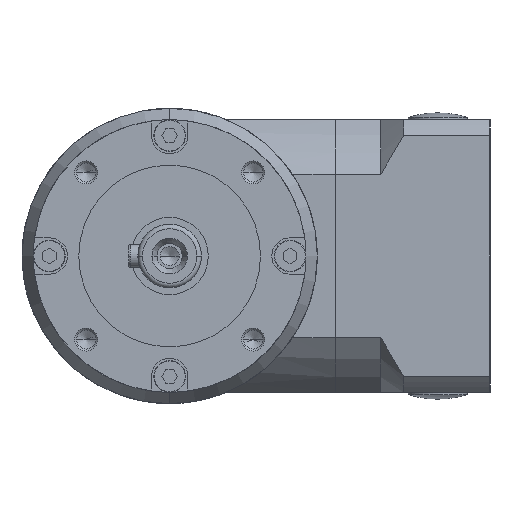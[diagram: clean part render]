
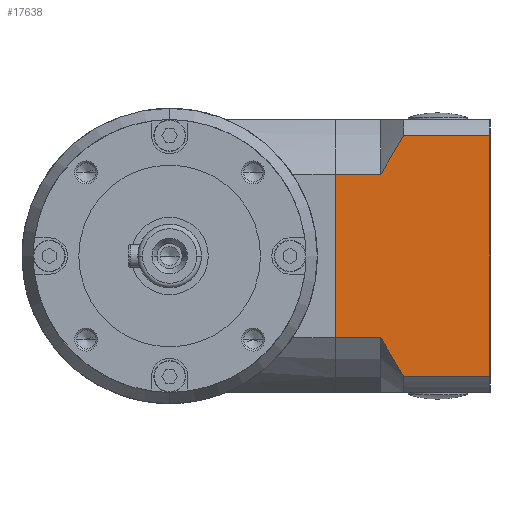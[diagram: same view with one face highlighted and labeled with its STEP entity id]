
A CAD part, left-side view. The second image highlights one B-rep face of the part: STEP entity #17638.
In plain terms, the highlighted planar face has unit normal (-1, 0, 0).
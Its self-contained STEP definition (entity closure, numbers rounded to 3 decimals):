
#185 = B_SPLINE_CURVE_WITH_KNOTS ( 'NONE', 3,
 ( #7256, #16371, #933, #7071 ),
 .UNSPECIFIED., .F., .F.,
 ( 4, 4 ),
 ( 0., 1. ),
 .UNSPECIFIED. ) ;
#220 = DIRECTION ( 'NONE',  ( 0., 1., 0. ) ) ;
#302 = CARTESIAN_POINT ( 'NONE',  ( 8., -46.5, -18.028 ) ) ;
#547 = EDGE_CURVE ( 'NONE', #16066, #19423, #8690, .T. ) ;
#933 = CARTESIAN_POINT ( 'NONE',  ( 8., -47.885, -20.718 ) ) ;
#1540 = VERTEX_POINT ( 'NONE', #3971 ) ;
#1584 = LINE ( 'NONE', #9422, #8578 ) ;
#1715 = CARTESIAN_POINT ( 'NONE',  ( 8., -36.5, -28.686 ) ) ;
#1876 = LINE ( 'NONE', #9312, #3786 ) ;
#2268 = CARTESIAN_POINT ( 'NONE',  ( 8., -70.5, 26.458 ) ) ;
#2930 = FACE_OUTER_BOUND ( 'NONE', #4416, .T. ) ;
#2961 = CARTESIAN_POINT ( 'NONE',  ( 8., -46.5, 18.028 ) ) ;
#3786 = VECTOR ( 'NONE', #10728, 1000. ) ;
#3971 = CARTESIAN_POINT ( 'NONE',  ( 8., -36.5, -18.028 ) ) ;
#4091 = CARTESIAN_POINT ( 'NONE',  ( 8., -70.5, -26.458 ) ) ;
#4305 = ORIENTED_EDGE ( 'NONE', *, *, #11113, .F. ) ;
#4416 = EDGE_LOOP ( 'NONE', ( #4435, #4630, #4609, #4305, #6474, #7709, #4502, #8952 ) ) ;
#4435 = ORIENTED_EDGE ( 'NONE', *, *, #16186, .F. ) ;
#4502 = ORIENTED_EDGE ( 'NONE', *, *, #15431, .F. ) ;
#4609 = ORIENTED_EDGE ( 'NONE', *, *, #15904, .F. ) ;
#4630 = ORIENTED_EDGE ( 'NONE', *, *, #15533, .F. ) ;
#5083 = CARTESIAN_POINT ( 'NONE',  ( 8., -36.5, 18.028 ) ) ;
#5414 = VERTEX_POINT ( 'NONE', #2961 ) ;
#6474 = ORIENTED_EDGE ( 'NONE', *, *, #17506, .F. ) ;
#6929 = LINE ( 'NONE', #11722, #9094 ) ;
#7071 = CARTESIAN_POINT ( 'NONE',  ( 8., -46.5, -18.028 ) ) ;
#7256 = CARTESIAN_POINT ( 'NONE',  ( 8., -51.5, -26.458 ) ) ;
#7709 = ORIENTED_EDGE ( 'NONE', *, *, #8686, .F. ) ;
#7791 = VERTEX_POINT ( 'NONE', #4091 ) ;
#8317 = DIRECTION ( 'NONE',  ( 0., -1., 0. ) ) ;
#8411 = LINE ( 'NONE', #14431, #14995 ) ;
#8421 = VECTOR ( 'NONE', #19139, 1000. ) ;
#8578 = VECTOR ( 'NONE', #14045, 1000. ) ;
#8686 = EDGE_CURVE ( 'NONE', #7791, #16036, #1584, .T. ) ;
#8690 = LINE ( 'NONE', #2268, #8421 ) ;
#8952 = ORIENTED_EDGE ( 'NONE', *, *, #547, .F. ) ;
#9094 = VECTOR ( 'NONE', #17843, 1000. ) ;
#9164 = CARTESIAN_POINT ( 'NONE',  ( 8., -36.5, -28.686 ) ) ;
#9312 = CARTESIAN_POINT ( 'NONE',  ( 8., -70.5, -25. ) ) ;
#9413 = CARTESIAN_POINT ( 'NONE',  ( 8., -51.5, 26.458 ) ) ;
#9422 = CARTESIAN_POINT ( 'NONE',  ( 8., -70.5, -26.458 ) ) ;
#9992 = B_SPLINE_CURVE_WITH_KNOTS ( 'NONE', 3,
 ( #16936, #11130, #12521, #9413 ),
 .UNSPECIFIED., .F., .F.,
 ( 4, 4 ),
 ( 0., 1. ),
 .UNSPECIFIED. ) ;
#10728 = DIRECTION ( 'NONE',  ( 0., 0., -1. ) ) ;
#10974 = PLANE ( 'NONE',  #12524 ) ;
#11113 = EDGE_CURVE ( 'NONE', #17332, #1540, #6929, .T. ) ;
#11130 = CARTESIAN_POINT ( 'NONE',  ( 8., -47.885, 20.718 ) ) ;
#11722 = CARTESIAN_POINT ( 'NONE',  ( 8., -70.5, -18.028 ) ) ;
#12067 = LINE ( 'NONE', #9164, #15397 ) ;
#12470 = CARTESIAN_POINT ( 'NONE',  ( 8., -51.5, -26.458 ) ) ;
#12521 = CARTESIAN_POINT ( 'NONE',  ( 8., -49.552, 23.513 ) ) ;
#12524 = AXIS2_PLACEMENT_3D ( 'NONE', #1715, #13971, #220 ) ;
#13016 = CARTESIAN_POINT ( 'NONE',  ( 8., -70.5, 26.458 ) ) ;
#13526 = CARTESIAN_POINT ( 'NONE',  ( 8., -51.5, 26.458 ) ) ;
#13971 = DIRECTION ( 'NONE',  ( 1., 0., 0. ) ) ;
#14045 = DIRECTION ( 'NONE',  ( 0., 1., 0. ) ) ;
#14431 = CARTESIAN_POINT ( 'NONE',  ( 8., -70.5, 18.028 ) ) ;
#14995 = VECTOR ( 'NONE', #8317, 1000. ) ;
#15397 = VECTOR ( 'NONE', #16678, 1000. ) ;
#15431 = EDGE_CURVE ( 'NONE', #19423, #7791, #1876, .T. ) ;
#15533 = EDGE_CURVE ( 'NONE', #18301, #5414, #8411, .T. ) ;
#15904 = EDGE_CURVE ( 'NONE', #1540, #18301, #12067, .T. ) ;
#16036 = VERTEX_POINT ( 'NONE', #12470 ) ;
#16066 = VERTEX_POINT ( 'NONE', #13526 ) ;
#16186 = EDGE_CURVE ( 'NONE', #5414, #16066, #9992, .T. ) ;
#16371 = CARTESIAN_POINT ( 'NONE',  ( 8., -49.552, -23.513 ) ) ;
#16678 = DIRECTION ( 'NONE',  ( 0., 0., 1. ) ) ;
#16936 = CARTESIAN_POINT ( 'NONE',  ( 8., -46.5, 18.028 ) ) ;
#17332 = VERTEX_POINT ( 'NONE', #302 ) ;
#17506 = EDGE_CURVE ( 'NONE', #16036, #17332, #185, .T. ) ;
#17638 = ADVANCED_FACE ( 'NONE', ( #2930 ), #10974, .F. ) ;
#17843 = DIRECTION ( 'NONE',  ( 0., 1., 0. ) ) ;
#18301 = VERTEX_POINT ( 'NONE', #5083 ) ;
#19139 = DIRECTION ( 'NONE',  ( 0., -1., 0. ) ) ;
#19423 = VERTEX_POINT ( 'NONE', #13016 ) ;
